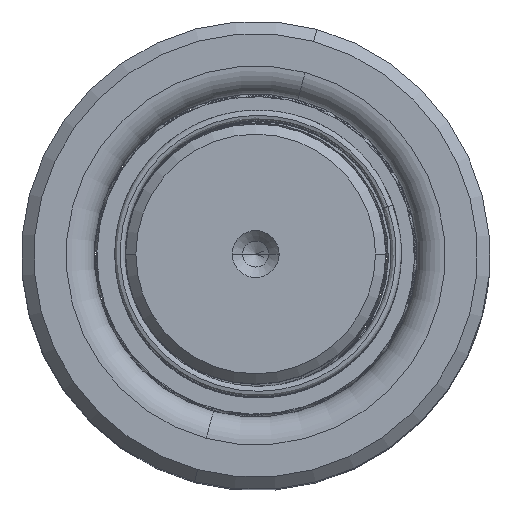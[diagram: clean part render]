
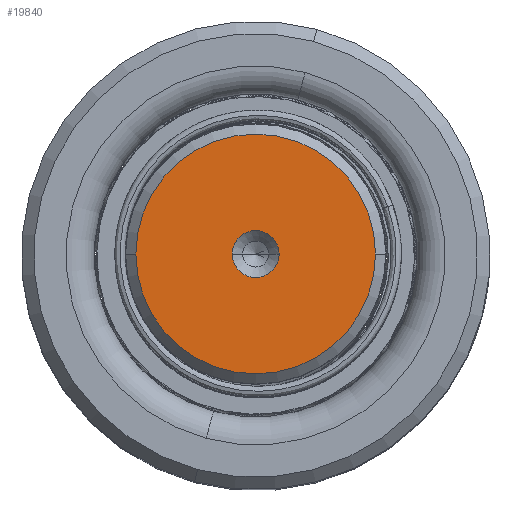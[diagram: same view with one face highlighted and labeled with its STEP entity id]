
A CAD part, top view. The second image highlights one B-rep face of the part: STEP entity #19840.
In plain terms, the highlighted planar face has unit normal (0, 0, 1).
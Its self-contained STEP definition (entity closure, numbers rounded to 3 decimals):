
#1542 = FACE_OUTER_BOUND ( 'NONE', #21395, .T. ) ;
#1575 = DIRECTION ( 'NONE',  ( 1., 0., 0. ) ) ;
#7210 = ORIENTED_EDGE ( 'NONE', *, *, #37853, .F. ) ;
#7447 = CARTESIAN_POINT ( 'NONE',  ( 0., 0., 140. ) ) ;
#9201 = CARTESIAN_POINT ( 'NONE',  ( 0., 0., 140. ) ) ;
#10702 = VERTEX_POINT ( 'NONE', #34263 ) ;
#11548 = DIRECTION ( 'NONE',  ( 0., 0., 1. ) ) ;
#12408 = CIRCLE ( 'NONE', #14727, 2.25 ) ;
#14727 = AXIS2_PLACEMENT_3D ( 'NONE', #7447, #33261, #22289 ) ;
#16192 = VERTEX_POINT ( 'NONE', #24194 ) ;
#16274 = AXIS2_PLACEMENT_3D ( 'NONE', #42900, #42728, #46449 ) ;
#17000 = DIRECTION ( 'NONE',  ( 0., 0., 1. ) ) ;
#17137 = ORIENTED_EDGE ( 'NONE', *, *, #40042, .F. ) ;
#18835 = AXIS2_PLACEMENT_3D ( 'NONE', #9201, #38422, #1575 ) ;
#19326 = ORIENTED_EDGE ( 'NONE', *, *, #39775, .T. ) ;
#19840 = ADVANCED_FACE ( 'NONE', ( #30428, #1542 ), #32113, .T. ) ;
#21395 = EDGE_LOOP ( 'NONE', ( #43038, #19326 ) ) ;
#22289 = DIRECTION ( 'NONE',  ( 1., 0., 0. ) ) ;
#24194 = CARTESIAN_POINT ( 'NONE',  ( -11.509, 0., 140. ) ) ;
#27043 = VERTEX_POINT ( 'NONE', #30681 ) ;
#28233 = EDGE_CURVE ( 'NONE', #16192, #34966, #31414, .T. ) ;
#30428 = FACE_BOUND ( 'NONE', #37881, .T. ) ;
#30681 = CARTESIAN_POINT ( 'NONE',  ( -2.25, 0., 140. ) ) ;
#31414 = CIRCLE ( 'NONE', #18835, 11.509 ) ;
#32113 = PLANE ( 'NONE',  #46896 ) ;
#33261 = DIRECTION ( 'NONE',  ( 0., 0., 1. ) ) ;
#34263 = CARTESIAN_POINT ( 'NONE',  ( 2.25, 0., 140. ) ) ;
#34966 = VERTEX_POINT ( 'NONE', #44510 ) ;
#36533 = CIRCLE ( 'NONE', #16274, 11.509 ) ;
#37853 = EDGE_CURVE ( 'NONE', #10702, #27043, #12408, .T. ) ;
#37881 = EDGE_LOOP ( 'NONE', ( #7210, #17137 ) ) ;
#38422 = DIRECTION ( 'NONE',  ( 0., 0., 1. ) ) ;
#39240 = CARTESIAN_POINT ( 'NONE',  ( 0., 0., 140. ) ) ;
#39775 = EDGE_CURVE ( 'NONE', #34966, #16192, #36533, .T. ) ;
#40042 = EDGE_CURVE ( 'NONE', #27043, #10702, #44050, .T. ) ;
#41077 = DIRECTION ( 'NONE',  ( 1., 0., 0. ) ) ;
#42728 = DIRECTION ( 'NONE',  ( 0., 0., 1. ) ) ;
#42900 = CARTESIAN_POINT ( 'NONE',  ( 0., 0., 140. ) ) ;
#42964 = DIRECTION ( 'NONE',  ( 1., 0., 0. ) ) ;
#43038 = ORIENTED_EDGE ( 'NONE', *, *, #28233, .T. ) ;
#44050 = CIRCLE ( 'NONE', #45671, 2.25 ) ;
#44510 = CARTESIAN_POINT ( 'NONE',  ( 11.509, 0., 140. ) ) ;
#44643 = CARTESIAN_POINT ( 'NONE',  ( 0., 0., 140. ) ) ;
#45671 = AXIS2_PLACEMENT_3D ( 'NONE', #44643, #11548, #41077 ) ;
#46449 = DIRECTION ( 'NONE',  ( 1., 0., 0. ) ) ;
#46896 = AXIS2_PLACEMENT_3D ( 'NONE', #39240, #17000, #42964 ) ;
